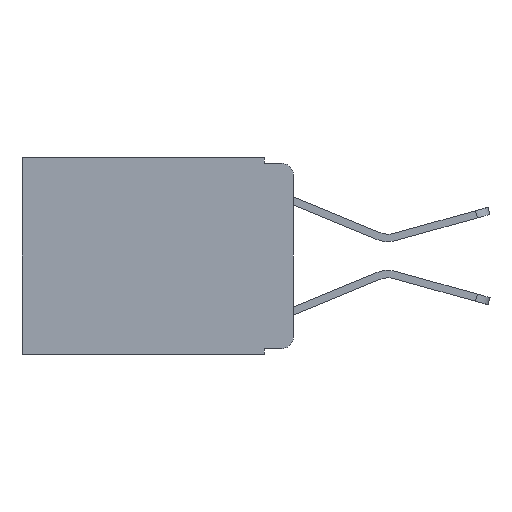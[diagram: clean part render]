
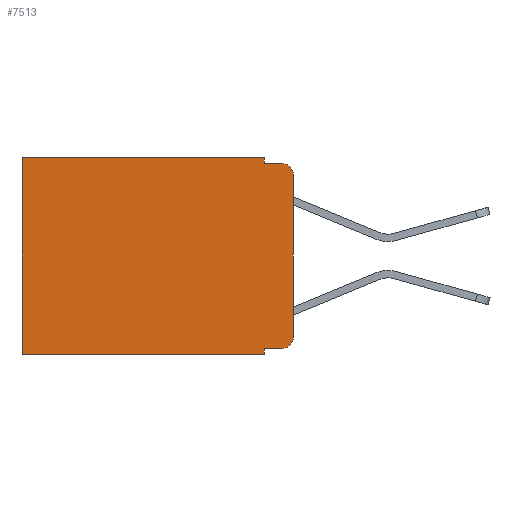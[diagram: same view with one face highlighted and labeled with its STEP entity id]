
A CAD part, left-side view. The second image highlights one B-rep face of the part: STEP entity #7513.
In plain terms, the highlighted planar face has unit normal (-1, 0, 0).
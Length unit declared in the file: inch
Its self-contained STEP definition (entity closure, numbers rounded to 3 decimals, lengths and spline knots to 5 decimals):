
#48 = VECTOR ( 'NONE', #3493, 39.37008 ) ;
#140 = VERTEX_POINT ( 'NONE', #7610 ) ;
#524 = VERTEX_POINT ( 'NONE', #3799 ) ;
#659 = CARTESIAN_POINT ( 'NONE',  ( 0.298, 0.051, 0. ) ) ;
#766 = CARTESIAN_POINT ( 'NONE',  ( 0.298, 0., 0. ) ) ;
#775 = ORIENTED_EDGE ( 'NONE', *, *, #8991, .F. ) ;
#789 = LINE ( 'NONE', #4919, #2642 ) ;
#1169 = CARTESIAN_POINT ( 'NONE',  ( 0.298, 0.02, -0.03 ) ) ;
#1298 = CARTESIAN_POINT ( 'NONE',  ( 0.298, 0.051, -0.343 ) ) ;
#1407 = ORIENTED_EDGE ( 'NONE', *, *, #13210, .F. ) ;
#1469 = AXIS2_PLACEMENT_3D ( 'NONE', #1169, #12599, #11576 ) ;
#2024 = DIRECTION ( 'NONE',  ( 0., 0., -1. ) ) ;
#2100 = CIRCLE ( 'NONE', #6020, 0.02 ) ;
#2109 = VECTOR ( 'NONE', #5258, 39.37008 ) ;
#2276 = ORIENTED_EDGE ( 'NONE', *, *, #7910, .T. ) ;
#2306 = EDGE_CURVE ( 'NONE', #5464, #524, #5937, .T. ) ;
#2642 = VECTOR ( 'NONE', #9072, 39.37008 ) ;
#3493 = DIRECTION ( 'NONE',  ( 0., 0., -1. ) ) ;
#3799 = CARTESIAN_POINT ( 'NONE',  ( 0.298, 0.473, -0.343 ) ) ;
#4045 = EDGE_LOOP ( 'NONE', ( #5488, #2276, #8342, #775, #6170, #12051, #4351, #1407, #9260, #8750 ) ) ;
#4095 = CARTESIAN_POINT ( 'NONE',  ( 0.298, 0., 0. ) ) ;
#4286 = CARTESIAN_POINT ( 'NONE',  ( 0.298, 0., 0. ) ) ;
#4310 = EDGE_CURVE ( 'NONE', #11726, #6217, #2100, .T. ) ;
#4351 = ORIENTED_EDGE ( 'NONE', *, *, #2306, .F. ) ;
#4413 = CARTESIAN_POINT ( 'NONE',  ( 0.298, 0.051, -0.333 ) ) ;
#4888 = VERTEX_POINT ( 'NONE', #659 ) ;
#4895 = DIRECTION ( 'NONE',  ( 0., 0., -1. ) ) ;
#4919 = CARTESIAN_POINT ( 'NONE',  ( 0.298, 0.051, -0.01 ) ) ;
#4962 = EDGE_CURVE ( 'NONE', #8028, #8893, #789, .T. ) ;
#5258 = DIRECTION ( 'NONE',  ( 0., 1., 0. ) ) ;
#5314 = CARTESIAN_POINT ( 'NONE',  ( 0.298, 0., -0.03 ) ) ;
#5458 = CARTESIAN_POINT ( 'NONE',  ( 0.298, 0., -0.313 ) ) ;
#5464 = VERTEX_POINT ( 'NONE', #1298 ) ;
#5488 = ORIENTED_EDGE ( 'NONE', *, *, #7865, .F. ) ;
#5504 = CARTESIAN_POINT ( 'NONE',  ( 0.298, 0.02, -0.313 ) ) ;
#5937 = LINE ( 'NONE', #9274, #9297 ) ;
#6020 = AXIS2_PLACEMENT_3D ( 'NONE', #5504, #11905, #6734 ) ;
#6170 = ORIENTED_EDGE ( 'NONE', *, *, #7357, .T. ) ;
#6217 = VERTEX_POINT ( 'NONE', #5458 ) ;
#6387 = CARTESIAN_POINT ( 'NONE',  ( 0.298, 0.051, -0.333 ) ) ;
#6734 = DIRECTION ( 'NONE',  ( 0., 0., -1. ) ) ;
#7357 = EDGE_CURVE ( 'NONE', #4888, #140, #8315, .T. ) ;
#7513 = ADVANCED_FACE ( 'NONE', ( #8582 ), #12619, .F. ) ;
#7610 = CARTESIAN_POINT ( 'NONE',  ( 0.298, 0.473, 0. ) ) ;
#7865 = EDGE_CURVE ( 'NONE', #10566, #6217, #10227, .T. ) ;
#7910 = EDGE_CURVE ( 'NONE', #10566, #8893, #8844, .T. ) ;
#8028 = VERTEX_POINT ( 'NONE', #8835 ) ;
#8315 = LINE ( 'NONE', #4095, #2109 ) ;
#8342 = ORIENTED_EDGE ( 'NONE', *, *, #4962, .F. ) ;
#8444 = LINE ( 'NONE', #4413, #11732 ) ;
#8447 = VECTOR ( 'NONE', #2024, 39.37008 ) ;
#8513 = CARTESIAN_POINT ( 'NONE',  ( 0.298, 0.02, -0.333 ) ) ;
#8528 = CARTESIAN_POINT ( 'NONE',  ( 0.298, 0.02, -0.01 ) ) ;
#8582 = FACE_OUTER_BOUND ( 'NONE', #4045, .T. ) ;
#8650 = DIRECTION ( 'NONE',  ( 1., 0., 0. ) ) ;
#8750 = ORIENTED_EDGE ( 'NONE', *, *, #4310, .T. ) ;
#8835 = CARTESIAN_POINT ( 'NONE',  ( 0.298, 0.051, -0.01 ) ) ;
#8844 = CIRCLE ( 'NONE', #1469, 0.02 ) ;
#8893 = VERTEX_POINT ( 'NONE', #8528 ) ;
#8991 = EDGE_CURVE ( 'NONE', #4888, #8028, #13235, .T. ) ;
#9042 = AXIS2_PLACEMENT_3D ( 'NONE', #4286, #8650, #11723 ) ;
#9072 = DIRECTION ( 'NONE',  ( 0., -1., 0. ) ) ;
#9260 = ORIENTED_EDGE ( 'NONE', *, *, #11828, .T. ) ;
#9274 = CARTESIAN_POINT ( 'NONE',  ( 0.298, 0., -0.343 ) ) ;
#9297 = VECTOR ( 'NONE', #10304, 39.37008 ) ;
#9838 = DIRECTION ( 'NONE',  ( 0., 0., -1. ) ) ;
#9906 = CARTESIAN_POINT ( 'NONE',  ( 0.298, 0.051, 0. ) ) ;
#10227 = LINE ( 'NONE', #766, #10590 ) ;
#10304 = DIRECTION ( 'NONE',  ( 0., 1., 0. ) ) ;
#10566 = VERTEX_POINT ( 'NONE', #5314 ) ;
#10590 = VECTOR ( 'NONE', #4895, 39.37008 ) ;
#10997 = VERTEX_POINT ( 'NONE', #6387 ) ;
#11258 = VECTOR ( 'NONE', #9838, 39.37008 ) ;
#11384 = EDGE_CURVE ( 'NONE', #140, #524, #11467, .T. ) ;
#11467 = LINE ( 'NONE', #11541, #8447 ) ;
#11541 = CARTESIAN_POINT ( 'NONE',  ( 0.298, 0.473, 0. ) ) ;
#11576 = DIRECTION ( 'NONE',  ( 0., 0., -1. ) ) ;
#11582 = DIRECTION ( 'NONE',  ( 0., -1., 0. ) ) ;
#11723 = DIRECTION ( 'NONE',  ( 0., 0., -1. ) ) ;
#11726 = VERTEX_POINT ( 'NONE', #8513 ) ;
#11732 = VECTOR ( 'NONE', #11582, 39.37008 ) ;
#11828 = EDGE_CURVE ( 'NONE', #10997, #11726, #8444, .T. ) ;
#11905 = DIRECTION ( 'NONE',  ( -1., 0., 0. ) ) ;
#12051 = ORIENTED_EDGE ( 'NONE', *, *, #11384, .T. ) ;
#12599 = DIRECTION ( 'NONE',  ( -1., 0., 0. ) ) ;
#12619 = PLANE ( 'NONE',  #9042 ) ;
#12632 = LINE ( 'NONE', #12837, #48 ) ;
#12837 = CARTESIAN_POINT ( 'NONE',  ( 0.298, 0.051, 0. ) ) ;
#13210 = EDGE_CURVE ( 'NONE', #10997, #5464, #12632, .T. ) ;
#13235 = LINE ( 'NONE', #9906, #11258 ) ;
